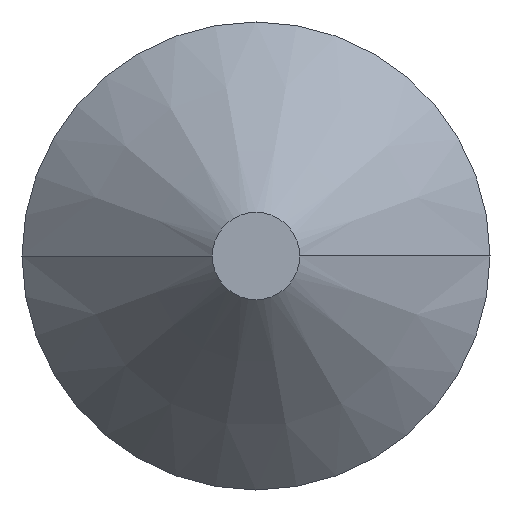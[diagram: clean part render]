
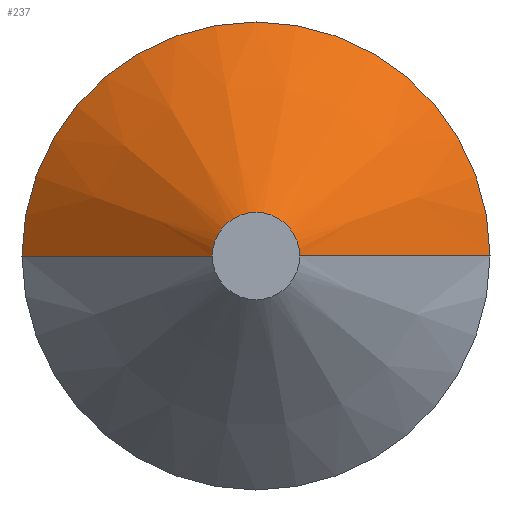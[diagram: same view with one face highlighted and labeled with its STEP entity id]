
A CAD part, front view. The second image highlights one B-rep face of the part: STEP entity #237.
In plain terms, the highlighted conical face has half-angle 45 degrees and reference radius 0.889 mm.
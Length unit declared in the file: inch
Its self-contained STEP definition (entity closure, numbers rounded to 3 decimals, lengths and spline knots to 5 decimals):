
#6 = VERTEX_POINT ( 'NONE', #143 ) ;
#7 = LINE ( 'NONE', #247, #132 ) ;
#15 = DIRECTION ( 'NONE',  ( 0.707, 0.707, 0. ) ) ;
#27 = CARTESIAN_POINT ( 'NONE',  ( -0.1875, 0.1525, 0. ) ) ;
#28 = ORIENTED_EDGE ( 'NONE', *, *, #219, .F. ) ;
#36 = FACE_OUTER_BOUND ( 'NONE', #64, .T. ) ;
#38 = EDGE_CURVE ( 'NONE', #131, #6, #231, .T. ) ;
#51 = CARTESIAN_POINT ( 'NONE',  ( 0., 0., 0. ) ) ;
#55 = CIRCLE ( 'NONE', #61, 0.1875 ) ;
#61 = AXIS2_PLACEMENT_3D ( 'NONE', #130, #244, #288 ) ;
#64 = EDGE_LOOP ( 'NONE', ( #28, #298, #253, #137 ) ) ;
#78 = DIRECTION ( 'NONE',  ( -0.707, 0.707, 0. ) ) ;
#88 = AXIS2_PLACEMENT_3D ( 'NONE', #51, #162, #233 ) ;
#96 = EDGE_CURVE ( 'NONE', #252, #113, #7, .T. ) ;
#113 = VERTEX_POINT ( 'NONE', #27 ) ;
#130 = CARTESIAN_POINT ( 'NONE',  ( 0., 0.1525, 0. ) ) ;
#131 = VERTEX_POINT ( 'NONE', #182 ) ;
#132 = VECTOR ( 'NONE', #78, 39.37008 ) ;
#137 = ORIENTED_EDGE ( 'NONE', *, *, #96, .F. ) ;
#143 = CARTESIAN_POINT ( 'NONE',  ( 0.1875, 0.1525, 0. ) ) ;
#151 = CARTESIAN_POINT ( 'NONE',  ( 0., 0., 0. ) ) ;
#155 = EDGE_CURVE ( 'NONE', #6, #113, #55, .T. ) ;
#162 = DIRECTION ( 'NONE',  ( 0., -1., 0. ) ) ;
#169 = VECTOR ( 'NONE', #15, 39.37008 ) ;
#178 = DIRECTION ( 'NONE',  ( 0., 1., 0. ) ) ;
#182 = CARTESIAN_POINT ( 'NONE',  ( 0.035, 0., 0. ) ) ;
#187 = CONICAL_SURFACE ( 'NONE', #207, 0.035, 0.785 ) ;
#191 = CARTESIAN_POINT ( 'NONE',  ( 0.035, 0., 0. ) ) ;
#195 = CARTESIAN_POINT ( 'NONE',  ( -0.035, 0., 0. ) ) ;
#207 = AXIS2_PLACEMENT_3D ( 'NONE', #151, #178, #283 ) ;
#219 = EDGE_CURVE ( 'NONE', #131, #252, #223, .T. ) ;
#223 = CIRCLE ( 'NONE', #88, 0.035 ) ;
#231 = LINE ( 'NONE', #191, #169 ) ;
#233 = DIRECTION ( 'NONE',  ( 1., 0., 0. ) ) ;
#237 = ADVANCED_FACE ( 'NONE', ( #36 ), #187, .T. ) ;
#244 = DIRECTION ( 'NONE',  ( 0., -1., 0. ) ) ;
#247 = CARTESIAN_POINT ( 'NONE',  ( -0.035, 0., 0. ) ) ;
#252 = VERTEX_POINT ( 'NONE', #195 ) ;
#253 = ORIENTED_EDGE ( 'NONE', *, *, #155, .T. ) ;
#283 = DIRECTION ( 'NONE',  ( -1., 0., 0. ) ) ;
#288 = DIRECTION ( 'NONE',  ( 1., 0., 0. ) ) ;
#298 = ORIENTED_EDGE ( 'NONE', *, *, #38, .T. ) ;
